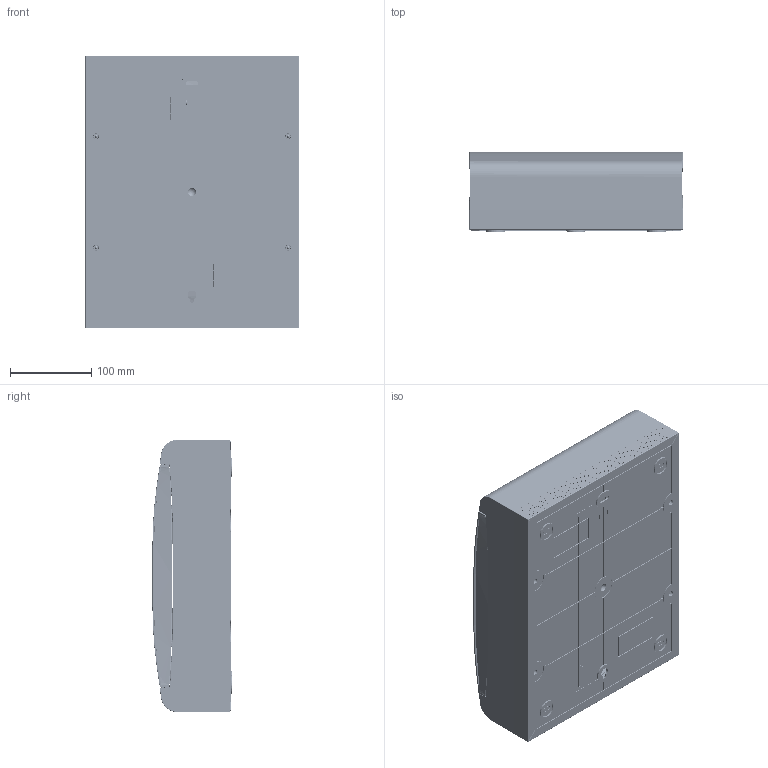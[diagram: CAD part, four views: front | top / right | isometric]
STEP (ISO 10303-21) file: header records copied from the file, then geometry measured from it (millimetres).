
FILE_DESCRIPTION (( 'STEP AP214' ), '1' );
FILE_NAME ('SB-N-24(W).ÃÌ Ùèò ðàñïðåä. íàâåñíîé ÙÐÍ-Ï-24.STEP', '2025-01-17T07:04:59', ( '' ), ( '' ), 'SwSTEP 2.0', 'SolidWorks 2021', '' );
FILE_SCHEMA (( 'AUTOMOTIVE_DESIGN' ));
Length unit declared in the file: millimetre
Products named in the file (1): SB-N-24(W).ÃÌ Ùèò ðàñïðåä. íàâåñíîé ÙÐÍ-Ï-24
Bounding box: 262.02 x 97.26 x 335 mm (x, y, z)
Volume: 815623.4 mm3; surface area: 837677.6 mm2
Topology: 48 solids, 48 shells, 7773 faces, 20605 edges, 13392 vertices
Faces by surface type: plane 4600, bspline 1109, cylinder 1006, cone 730, torus 280, sphere 48
Entity records: 383357 total; most frequent: CARTESIAN_POINT 115403, ORIENTED_EDGE 41032, DIRECTION 32257, EDGE_CURVE 20516, VERTEX_POINT 13389, LINE 12625, VECTOR 12625, AXIS2_PLACEMENT_3D 9816
